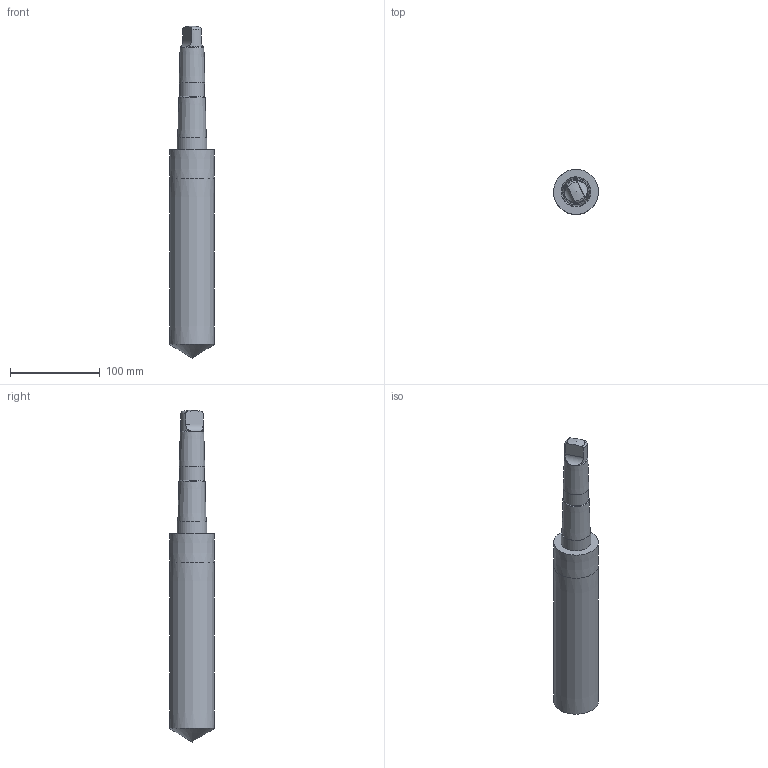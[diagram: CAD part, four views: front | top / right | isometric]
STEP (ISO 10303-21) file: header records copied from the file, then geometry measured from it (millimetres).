
FILE_DESCRIPTION(/* description */ ('A13050.0'),/* implementation_level */ '2;1');
FILE_NAME(/* name */ 'CAPP~~210908175253~5969388~MOD~TM01_00~ISO~FR.STP',/* time_stamp */ '2021-09-08T17:53:57+02:00',/* author */ ('System'),/* organization */ ('Dormer Pramet'),/* preprocessor_version */ 'ST-DEVELOPER v16.7',/* originating_system */ 'SIEMENS PLM Software NX 12.0',/* authorisation */ '');
FILE_SCHEMA (('AUTOMOTIVE_DESIGN { 1 0 10303 214 3 1 1 1 }'));
Length unit declared in the file: millimetre
Products named in the file (1): CAPP~~210908175253~5969388~MOD~TM01_00~ISO~FR
Bounding box: 49.98 x 49.98 x 369 mm (x, y, z)
Volume: 519117.9 mm3; surface area: 53919.5 mm2
Topology: 2 solids, 2 shells, 23 faces, 57 edges, 38 vertices
Faces by surface type: cone 11, cylinder 6, plane 4, torus 2
Full cylindrical faces by diameter (mm): 27.8 x1, 33.267 x1
Entity records: 708 total; most frequent: CARTESIAN_POINT 203, DIRECTION 96, ORIENTED_EDGE 72, AXIS2_PLACEMENT_3D 45, EDGE_CURVE 36, EDGE_LOOP 34, VERTEX_POINT 30, FACE_BOUND 26
